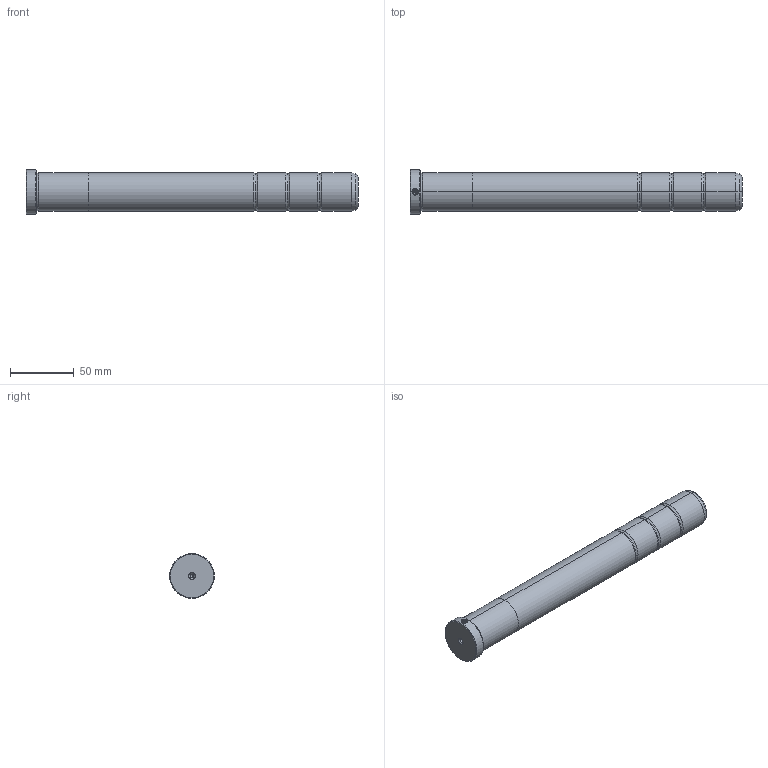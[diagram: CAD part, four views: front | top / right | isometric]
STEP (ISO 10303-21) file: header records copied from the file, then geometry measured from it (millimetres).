
FILE_DESCRIPTION (( 'STEP AP214' ), '1' );
FILE_NAME ('GPA-d30-L260.step', '2021-11-02T06:09:28', ( 'User' ), ( 'china' ), 'SwSTEP 2.0', 'SolidWorks 2016', '' );
FILE_SCHEMA (( 'AUTOMOTIVE_DESIGN' ));
Length unit declared in the file: millimetre
Products named in the file (1): GPA-d30-L260
Bounding box: 260 x 35 x 35 mm (x, y, z)
Volume: 184841.9 mm3; surface area: 26601.2 mm2
Topology: 1 solids, 1 shells, 80 faces, 180 edges, 104 vertices
Faces by surface type: cylinder 31, torus 18, cone 18, plane 13
Entity records: 2432 total; most frequent: CARTESIAN_POINT 635, DIRECTION 394, ORIENTED_EDGE 352, EDGE_CURVE 176, AXIS2_PLACEMENT_3D 165, VERTEX_POINT 104, EDGE_LOOP 86, CIRCLE 84
